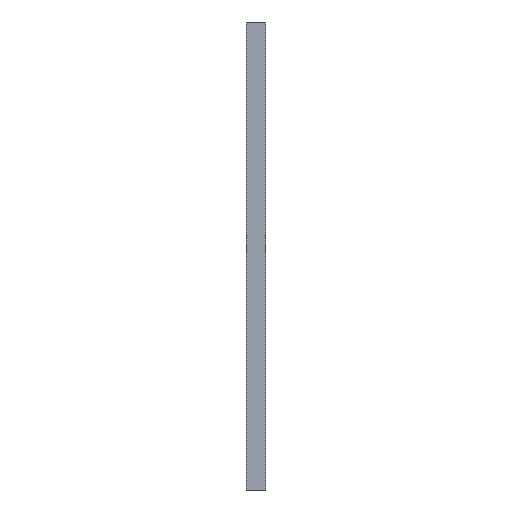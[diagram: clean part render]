
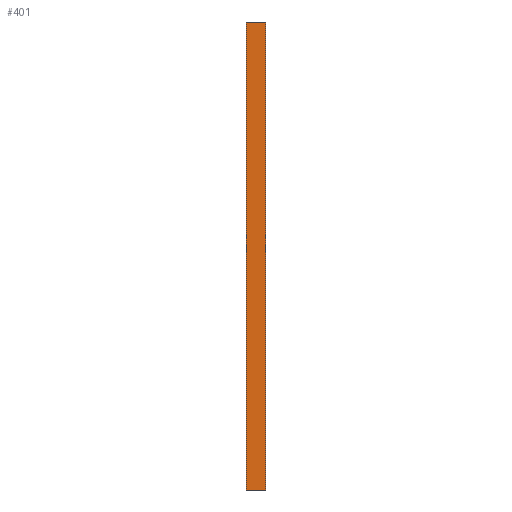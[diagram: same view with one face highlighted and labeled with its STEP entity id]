
A CAD part, left-side view. The second image highlights one B-rep face of the part: STEP entity #401.
In plain terms, the highlighted planar face has unit normal (-1, 0, 0).
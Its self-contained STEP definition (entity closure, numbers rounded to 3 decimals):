
#8 = CARTESIAN_POINT ( 'NONE',  ( -20.5, 4.5, 500. ) ) ;
#26 = VECTOR ( 'NONE', #1695, 1000. ) ;
#86 = LINE ( 'NONE', #1908, #2917 ) ;
#184 = EDGE_CURVE ( 'NONE', #1579, #2564, #336, .T. ) ;
#236 = VECTOR ( 'NONE', #1336, 1000. ) ;
#299 = VECTOR ( 'NONE', #2471, 1000. ) ;
#336 = LINE ( 'NONE', #1269, #299 ) ;
#399 = EDGE_CURVE ( 'NONE', #2222, #1579, #2110, .T. ) ;
#401 = ADVANCED_FACE ( 'NONE', ( #2260 ), #3120, .F. ) ;
#495 = CARTESIAN_POINT ( 'NONE',  ( -20.5, 4.5, 500. ) ) ;
#510 = LINE ( 'NONE', #1184, #1906 ) ;
#639 = CARTESIAN_POINT ( 'NONE',  ( -20.5, 21., 500. ) ) ;
#685 = CARTESIAN_POINT ( 'NONE',  ( -20.5, 18.5, 0. ) ) ;
#702 = ORIENTED_EDGE ( 'NONE', *, *, #2738, .T. ) ;
#720 = VERTEX_POINT ( 'NONE', #1166 ) ;
#758 = DIRECTION ( 'NONE',  ( 0., 0., -1. ) ) ;
#866 = EDGE_CURVE ( 'NONE', #2923, #1676, #1305, .T. ) ;
#970 = EDGE_CURVE ( 'NONE', #2564, #1380, #1154, .T. ) ;
#981 = ORIENTED_EDGE ( 'NONE', *, *, #399, .F. ) ;
#1045 = DIRECTION ( 'NONE',  ( 0., -1., 0. ) ) ;
#1080 = VECTOR ( 'NONE', #2042, 1000. ) ;
#1154 = LINE ( 'NONE', #2512, #1526 ) ;
#1166 = CARTESIAN_POINT ( 'NONE',  ( -20.5, 21., 500. ) ) ;
#1184 = CARTESIAN_POINT ( 'NONE',  ( -20.5, 21., 500. ) ) ;
#1269 = CARTESIAN_POINT ( 'NONE',  ( -20.5, 4.5, 500. ) ) ;
#1305 = LINE ( 'NONE', #2282, #236 ) ;
#1316 = LINE ( 'NONE', #639, #1080 ) ;
#1318 = DIRECTION ( 'NONE',  ( 0., 0., -1. ) ) ;
#1336 = DIRECTION ( 'NONE',  ( 0., 1., 0. ) ) ;
#1380 = VERTEX_POINT ( 'NONE', #1833 ) ;
#1451 = VERTEX_POINT ( 'NONE', #1580 ) ;
#1526 = VECTOR ( 'NONE', #1318, 1000. ) ;
#1536 = CARTESIAN_POINT ( 'NONE',  ( -20.5, 18.5, 500. ) ) ;
#1579 = VERTEX_POINT ( 'NONE', #2674 ) ;
#1580 = CARTESIAN_POINT ( 'NONE',  ( -20.5, 4.5, 0. ) ) ;
#1583 = ORIENTED_EDGE ( 'NONE', *, *, #970, .F. ) ;
#1676 = VERTEX_POINT ( 'NONE', #3127 ) ;
#1695 = DIRECTION ( 'NONE',  ( 0., -1., 0. ) ) ;
#1833 = CARTESIAN_POINT ( 'NONE',  ( -20.5, 0., 0. ) ) ;
#1836 = EDGE_CURVE ( 'NONE', #720, #1676, #510, .T. ) ;
#1906 = VECTOR ( 'NONE', #3071, 1000. ) ;
#1908 = CARTESIAN_POINT ( 'NONE',  ( -20.5, 0., 0. ) ) ;
#2042 = DIRECTION ( 'NONE',  ( 0., 1., 0. ) ) ;
#2110 = LINE ( 'NONE', #8, #26 ) ;
#2114 = AXIS2_PLACEMENT_3D ( 'NONE', #495, #2404, #758 ) ;
#2208 = EDGE_CURVE ( 'NONE', #2923, #1451, #2620, .T. ) ;
#2218 = EDGE_LOOP ( 'NONE', ( #2788, #2943, #1583, #2906, #981, #702, #2717, #2388 ) ) ;
#2222 = VERTEX_POINT ( 'NONE', #1536 ) ;
#2250 = CARTESIAN_POINT ( 'NONE',  ( -20.5, 4.5, 0. ) ) ;
#2260 = FACE_OUTER_BOUND ( 'NONE', #2218, .T. ) ;
#2282 = CARTESIAN_POINT ( 'NONE',  ( -20.5, 4.5, 0. ) ) ;
#2388 = ORIENTED_EDGE ( 'NONE', *, *, #866, .F. ) ;
#2404 = DIRECTION ( 'NONE',  ( 1., 0., 0. ) ) ;
#2471 = DIRECTION ( 'NONE',  ( 0., -1., 0. ) ) ;
#2512 = CARTESIAN_POINT ( 'NONE',  ( -20.5, 0., 500. ) ) ;
#2537 = VECTOR ( 'NONE', #1045, 1000. ) ;
#2564 = VERTEX_POINT ( 'NONE', #2759 ) ;
#2620 = LINE ( 'NONE', #2250, #2537 ) ;
#2674 = CARTESIAN_POINT ( 'NONE',  ( -20.5, 4.5, 500. ) ) ;
#2717 = ORIENTED_EDGE ( 'NONE', *, *, #1836, .T. ) ;
#2738 = EDGE_CURVE ( 'NONE', #2222, #720, #1316, .T. ) ;
#2759 = CARTESIAN_POINT ( 'NONE',  ( -20.5, 0., 500. ) ) ;
#2788 = ORIENTED_EDGE ( 'NONE', *, *, #2208, .T. ) ;
#2906 = ORIENTED_EDGE ( 'NONE', *, *, #184, .F. ) ;
#2916 = EDGE_CURVE ( 'NONE', #1451, #1380, #86, .T. ) ;
#2917 = VECTOR ( 'NONE', #3072, 1000. ) ;
#2923 = VERTEX_POINT ( 'NONE', #685 ) ;
#2943 = ORIENTED_EDGE ( 'NONE', *, *, #2916, .T. ) ;
#3071 = DIRECTION ( 'NONE',  ( 0., 0., -1. ) ) ;
#3072 = DIRECTION ( 'NONE',  ( 0., -1., 0. ) ) ;
#3120 = PLANE ( 'NONE',  #2114 ) ;
#3127 = CARTESIAN_POINT ( 'NONE',  ( -20.5, 21., 0. ) ) ;
